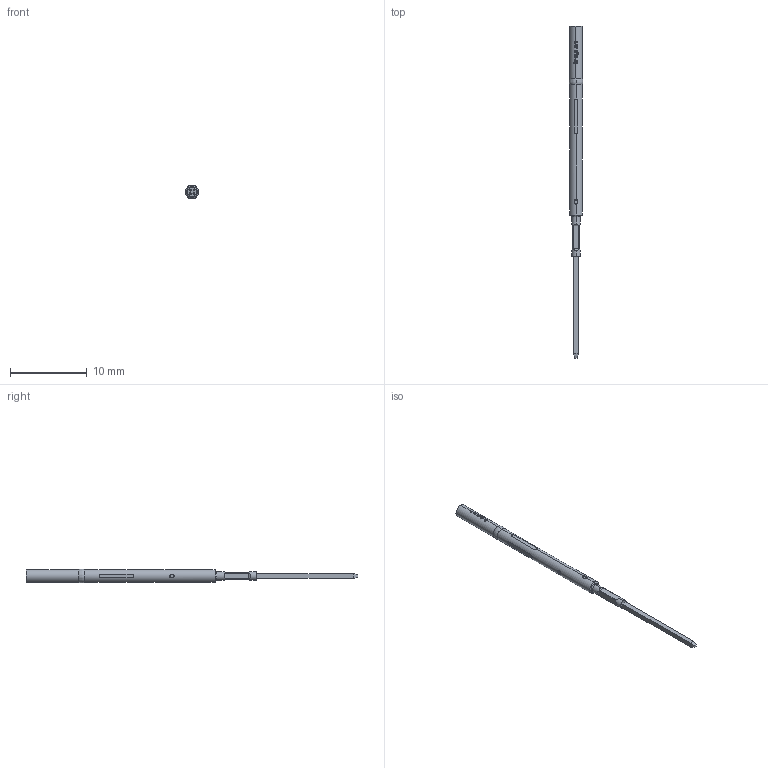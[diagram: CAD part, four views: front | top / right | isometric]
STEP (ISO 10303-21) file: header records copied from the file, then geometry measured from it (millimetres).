
FILE_DESCRIPTION (( 'STEP AP203' ), '1' );
FILE_NAME ('INGUN_KS-100_47_G-13.STEP', '2022-02-09T05:11:30', ( 'ochi' ), ( '' ), 'SwSTEP 2.0', 'SolidWorks 2018', '' );
FILE_SCHEMA (( 'CONFIG_CONTROL_DESIGN' ));
Length unit declared in the file: millimetre
Products named in the file (1): INGUN_KS-100_47_G-13
Bounding box: 1.79 x 43.2 x 1.8 mm (x, y, z)
Volume: 63.7 mm3; surface area: 184.9 mm2
Topology: 1 solids, 1 shells, 156 faces, 424 edges, 278 vertices
Faces by surface type: plane 75, bspline 46, cylinder 29, torus 6
Entity records: 6837 total; most frequent: CARTESIAN_POINT 3581, ORIENTED_EDGE 848, EDGE_CURVE 424, DIRECTION 380, VERTEX_POINT 278, B_SPLINE_CURVE_WITH_KNOTS 274, EDGE_LOOP 164, ADVANCED_FACE 156
